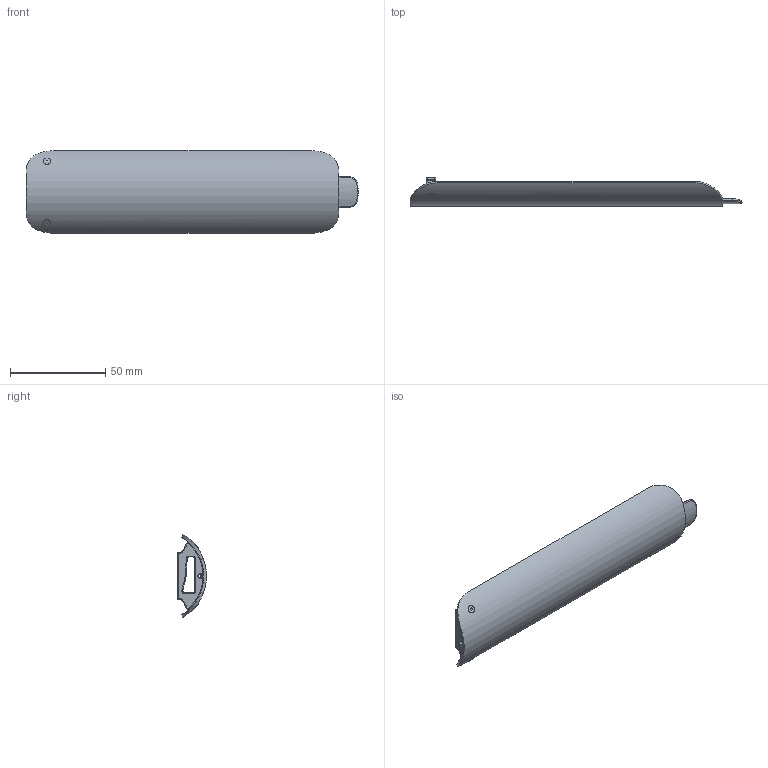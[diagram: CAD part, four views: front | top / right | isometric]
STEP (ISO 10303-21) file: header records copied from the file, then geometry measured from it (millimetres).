
FILE_DESCRIPTION(/* description */ (''),/* implementation_level */ '2;1');
FILE_NAME(/* name */ 'Porte2.step',/* time_stamp */ '2023-06-08T19:15:04+02:00',/* author */ (''),/* organization */ (''),/* preprocessor_version */ 'ST-DEVELOPER v19.2',/* originating_system */ 'Autodesk Translation Framework v12.4.0.73',/* authorisation */ '');
FILE_SCHEMA (('AUTOMOTIVE_DESIGN { 1 0 10303 214 3 1 1 }'));
Length unit declared in the file: metre
Products named in the file (1): Porte2
Bounding box: 174.36 x 15.2 x 43.3 mm (x, y, z)
Volume: 14088.7 mm3; surface area: 18750.9 mm2
Topology: 4 solids, 4 shells, 161 faces, 386 edges, 235 vertices
Faces by surface type: cylinder 66, plane 40, torus 27, bspline 20, cone 6, sphere 2
Full cylindrical faces by diameter (mm): 1.5 x2, 2 x5, 4 x2
Entity records: 8636 total; most frequent: CARTESIAN_POINT 4893, DIRECTION 778, ORIENTED_EDGE 768, EDGE_CURVE 384, AXIS2_PLACEMENT_3D 311, VERTEX_POINT 235, EDGE_LOOP 173, CIRCLE 169
